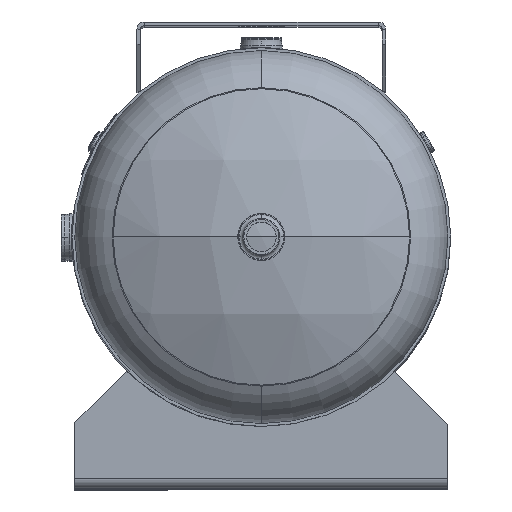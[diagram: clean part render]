
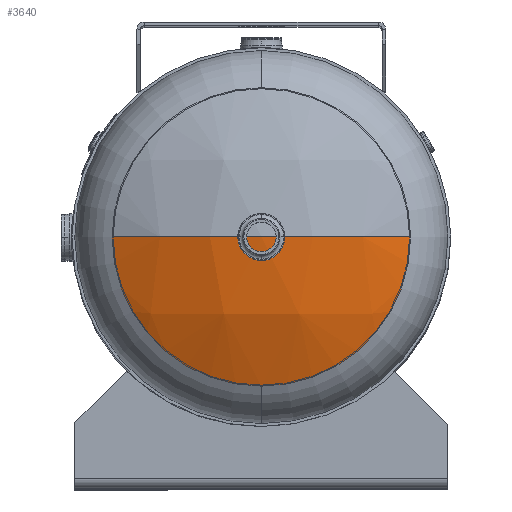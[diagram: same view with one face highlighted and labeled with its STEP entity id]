
A CAD part, top view. The second image highlights one B-rep face of the part: STEP entity #3640.
In plain terms, the highlighted spherical face has radius 548.64 mm.
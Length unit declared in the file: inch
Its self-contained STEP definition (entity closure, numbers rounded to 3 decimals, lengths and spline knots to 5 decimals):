
#714 = DIRECTION ( 'NONE',  ( 0., 0., -1. ) ) ;
#1342 = EDGE_CURVE ( 'NONE', #8539, #7141, #7427, .T. ) ;
#2121 = CARTESIAN_POINT ( 'NONE',  ( 0., 4.76425, 0. ) ) ;
#2239 = CIRCLE ( 'NONE', #4307, 21.6 ) ;
#2935 = AXIS2_PLACEMENT_3D ( 'NONE', #10906, #11089, #5177 ) ;
#3399 = SPHERICAL_SURFACE ( 'NONE', #14647, 21.6 ) ;
#3640 = ADVANCED_FACE ( 'NONE', ( #11478 ), #3399, .T. ) ;
#4307 = AXIS2_PLACEMENT_3D ( 'NONE', #12329, #7654, #9435 ) ;
#4511 = AXIS2_PLACEMENT_3D ( 'NONE', #2121, #12324, #714 ) ;
#4623 = DIRECTION ( 'NONE',  ( 1., 0., 0. ) ) ;
#4803 = DIRECTION ( 'NONE',  ( 0., 0., 1. ) ) ;
#4870 = ORIENTED_EDGE ( 'NONE', *, *, #7870, .F. ) ;
#5177 = DIRECTION ( 'NONE',  ( -1., 0., 0. ) ) ;
#5186 = EDGE_LOOP ( 'NONE', ( #18183, #6934, #4870, #13468 ) ) ;
#6934 = ORIENTED_EDGE ( 'NONE', *, *, #14563, .T. ) ;
#7141 = VERTEX_POINT ( 'NONE', #17640 ) ;
#7427 = CIRCLE ( 'NONE', #2935, 21.6 ) ;
#7654 = DIRECTION ( 'NONE',  ( 0., 0., 1. ) ) ;
#7870 = EDGE_CURVE ( 'NONE', #16298, #8581, #8401, .T. ) ;
#8401 = CIRCLE ( 'NONE', #4511, 9.6 ) ;
#8539 = VERTEX_POINT ( 'NONE', #10368 ) ;
#8581 = VERTEX_POINT ( 'NONE', #9142 ) ;
#8790 = CARTESIAN_POINT ( 'NONE',  ( 0., 4.76425, 0. ) ) ;
#9123 = CARTESIAN_POINT ( 'NONE',  ( 0., 4.76425, 9.6 ) ) ;
#9142 = CARTESIAN_POINT ( 'NONE',  ( -9.6, 4.76425, 0. ) ) ;
#9435 = DIRECTION ( 'NONE',  ( 1., 0., 0. ) ) ;
#10316 = EDGE_CURVE ( 'NONE', #7141, #16298, #18305, .T. ) ;
#10368 = CARTESIAN_POINT ( 'NONE',  ( 0., 7.01483, 0. ) ) ;
#10906 = CARTESIAN_POINT ( 'NONE',  ( 0., -14.58517, 0. ) ) ;
#11089 = DIRECTION ( 'NONE',  ( 0., 0., -1. ) ) ;
#11478 = FACE_OUTER_BOUND ( 'NONE', #5186, .T. ) ;
#12022 = CARTESIAN_POINT ( 'NONE',  ( 0., -14.58517, 0. ) ) ;
#12036 = AXIS2_PLACEMENT_3D ( 'NONE', #8790, #14508, #18336 ) ;
#12324 = DIRECTION ( 'NONE',  ( 0., -1., 0. ) ) ;
#12329 = CARTESIAN_POINT ( 'NONE',  ( 0., -14.58517, 0. ) ) ;
#13468 = ORIENTED_EDGE ( 'NONE', *, *, #10316, .F. ) ;
#14508 = DIRECTION ( 'NONE',  ( 0., -1., 0. ) ) ;
#14563 = EDGE_CURVE ( 'NONE', #8539, #8581, #2239, .T. ) ;
#14647 = AXIS2_PLACEMENT_3D ( 'NONE', #12022, #4803, #4623 ) ;
#16298 = VERTEX_POINT ( 'NONE', #9123 ) ;
#17640 = CARTESIAN_POINT ( 'NONE',  ( 9.6, 4.76425, 0. ) ) ;
#18183 = ORIENTED_EDGE ( 'NONE', *, *, #1342, .F. ) ;
#18305 = CIRCLE ( 'NONE', #12036, 9.6 ) ;
#18336 = DIRECTION ( 'NONE',  ( 0., 0., -1. ) ) ;
